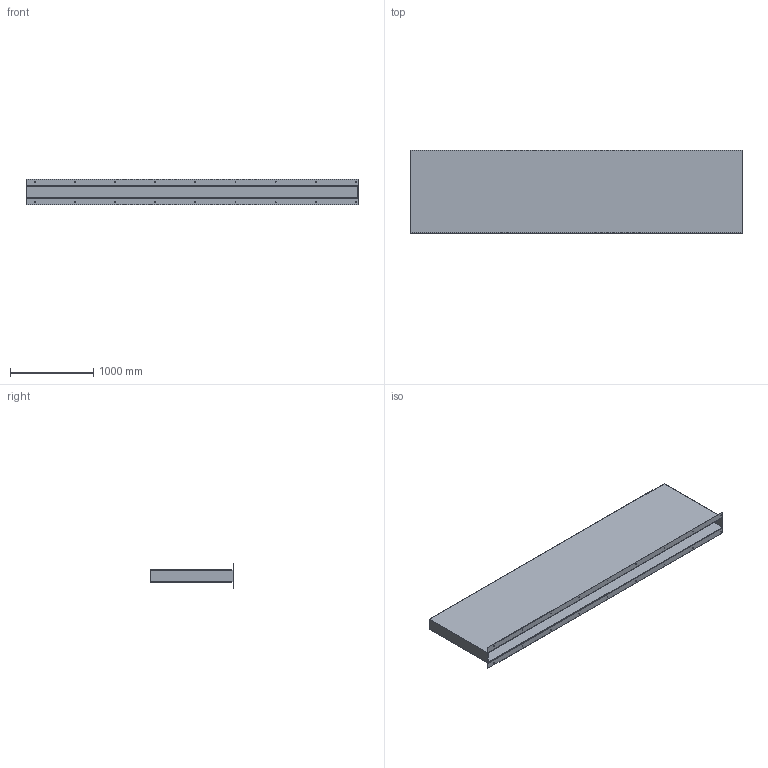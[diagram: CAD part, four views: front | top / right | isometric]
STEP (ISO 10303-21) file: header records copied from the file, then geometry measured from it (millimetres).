
FILE_DESCRIPTION (( 'STEP AP214' ), '1' );
FILE_NAME ('PW1.2.STEP', '2021-04-22T09:50:32', ( '' ), ( '' ), 'SwSTEP 2.0', 'SolidWorks 2020', '' );
FILE_SCHEMA (( 'AUTOMOTIVE_DESIGN' ));
Length unit declared in the file: millimetre
Products named in the file (1): PW1.2
Bounding box: 4000 x 1000 x 306 mm (x, y, z)
Volume: 28410905.6 mm3; surface area: 18968143.9 mm2
Topology: 1 solids, 1 shells, 55 faces, 156 edges, 104 vertices
Faces by surface type: cylinder 40, plane 15
Entity records: 1936 total; most frequent: DIRECTION 348, CARTESIAN_POINT 316, ORIENTED_EDGE 312, EDGE_CURVE 156, AXIS2_PLACEMENT_3D 136, VERTEX_POINT 104, EDGE_LOOP 92, CIRCLE 80
